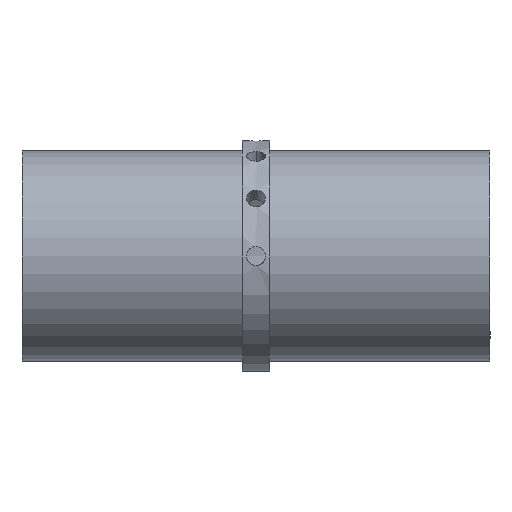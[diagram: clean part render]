
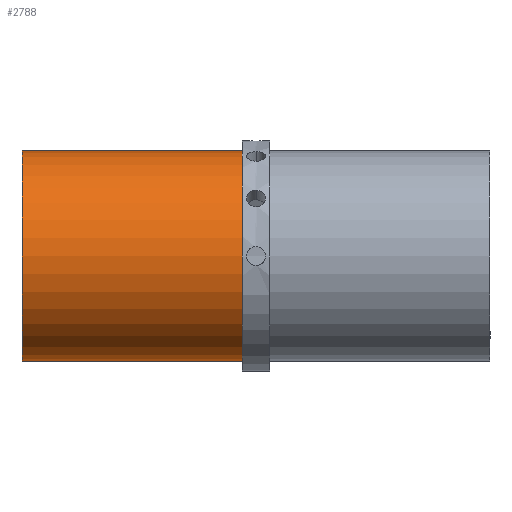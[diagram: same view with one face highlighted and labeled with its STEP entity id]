
A CAD part, front view. The second image highlights one B-rep face of the part: STEP entity #2788.
In plain terms, the highlighted cylindrical face has radius 38.15 mm (diameter 76.3 mm), a partial arc.
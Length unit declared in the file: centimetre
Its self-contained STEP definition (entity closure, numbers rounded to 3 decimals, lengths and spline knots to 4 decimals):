
#141 = CYLINDRICAL_SURFACE ( 'NONE', #2283, 3.815 ) ;
#546 = EDGE_LOOP ( 'NONE', ( #1153, #1895, #2012, #3523 ) ) ;
#645 = DIRECTION ( 'NONE',  ( 0., 0., 1. ) ) ;
#649 = DIRECTION ( 'NONE',  ( -1., 0., 0. ) ) ;
#875 = DIRECTION ( 'NONE',  ( 1., 0., 0. ) ) ;
#1016 = AXIS2_PLACEMENT_3D ( 'NONE', #2886, #3764, #3202 ) ;
#1101 = CARTESIAN_POINT ( 'NONE',  ( -0.5, 0., -3.815 ) ) ;
#1118 = VERTEX_POINT ( 'NONE', #2533 ) ;
#1153 = ORIENTED_EDGE ( 'NONE', *, *, #2119, .F. ) ;
#1288 = CARTESIAN_POINT ( 'NONE',  ( 8.5, 0., 0. ) ) ;
#1314 = CIRCLE ( 'NONE', #3633, 3.815 ) ;
#1424 = VECTOR ( 'NONE', #649, 100. ) ;
#1691 = VERTEX_POINT ( 'NONE', #3684 ) ;
#1724 = VERTEX_POINT ( 'NONE', #1101 ) ;
#1895 = ORIENTED_EDGE ( 'NONE', *, *, #3397, .F. ) ;
#2012 = ORIENTED_EDGE ( 'NONE', *, *, #2203, .T. ) ;
#2094 = CARTESIAN_POINT ( 'NONE',  ( 8.5, 0., -3.815 ) ) ;
#2119 = EDGE_CURVE ( 'NONE', #1724, #1691, #2649, .T. ) ;
#2164 = VECTOR ( 'NONE', #2882, 100. ) ;
#2175 = FACE_OUTER_BOUND ( 'NONE', #546, .T. ) ;
#2203 = EDGE_CURVE ( 'NONE', #1118, #2553, #2321, .T. ) ;
#2283 = AXIS2_PLACEMENT_3D ( 'NONE', #1288, #2457, #645 ) ;
#2321 = LINE ( 'NONE', #3258, #2164 ) ;
#2457 = DIRECTION ( 'NONE',  ( -1., 0., 0. ) ) ;
#2533 = CARTESIAN_POINT ( 'NONE',  ( -0.5, 0., 3.815 ) ) ;
#2553 = VERTEX_POINT ( 'NONE', #2558 ) ;
#2558 = CARTESIAN_POINT ( 'NONE',  ( -8.5, 0., 3.815 ) ) ;
#2649 = LINE ( 'NONE', #2094, #1424 ) ;
#2788 = ADVANCED_FACE ( 'NONE', ( #2175 ), #141, .T. ) ;
#2882 = DIRECTION ( 'NONE',  ( -1., 0., 0. ) ) ;
#2886 = CARTESIAN_POINT ( 'NONE',  ( -0.5, 0., 0. ) ) ;
#2954 = CIRCLE ( 'NONE', #1016, 3.815 ) ;
#3202 = DIRECTION ( 'NONE',  ( 0., 0., -1. ) ) ;
#3218 = DIRECTION ( 'NONE',  ( 0., 0., -1. ) ) ;
#3258 = CARTESIAN_POINT ( 'NONE',  ( 8.5, 0., 3.815 ) ) ;
#3397 = EDGE_CURVE ( 'NONE', #1118, #1724, #2954, .T. ) ;
#3517 = EDGE_CURVE ( 'NONE', #2553, #1691, #1314, .T. ) ;
#3523 = ORIENTED_EDGE ( 'NONE', *, *, #3517, .T. ) ;
#3633 = AXIS2_PLACEMENT_3D ( 'NONE', #3691, #875, #3218 ) ;
#3684 = CARTESIAN_POINT ( 'NONE',  ( -8.5, 0., -3.815 ) ) ;
#3691 = CARTESIAN_POINT ( 'NONE',  ( -8.5, 0., 0. ) ) ;
#3764 = DIRECTION ( 'NONE',  ( 1., 0., 0. ) ) ;
